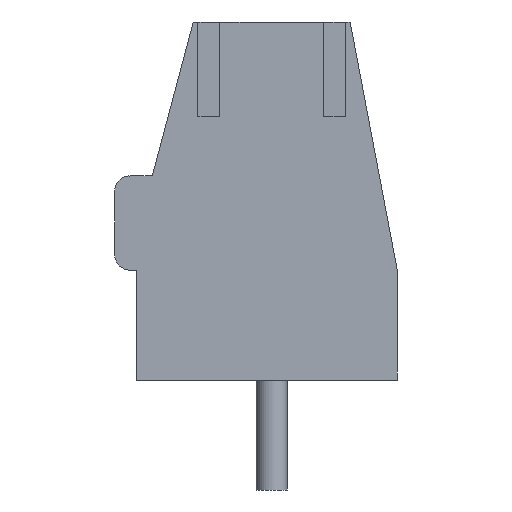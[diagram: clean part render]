
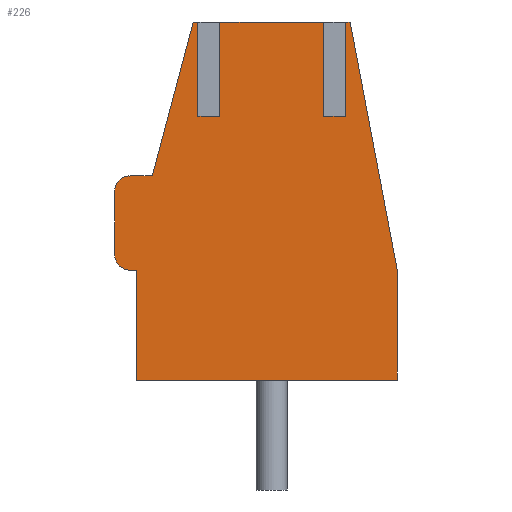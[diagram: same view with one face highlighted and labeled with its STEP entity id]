
A CAD part, front view. The second image highlights one B-rep face of the part: STEP entity #226.
In plain terms, the highlighted planar face has unit normal (0, -1, 0).
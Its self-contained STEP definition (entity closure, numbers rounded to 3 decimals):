
#13=DIRECTION('',(0.,0.,1.));
#14=DIRECTION('',(1.,0.,0.));
#56=VERTEX_POINT('',#57);
#57=CARTESIAN_POINT('',(4.,-5.,0.));
#60=DIRECTION('',(0.,-1.,0.));
#61=ORIENTED_EDGE('',*,*,#62,.T.);
#62=EDGE_CURVE('',#56,#63,#65,.T.);
#63=VERTEX_POINT('',#64);
#64=CARTESIAN_POINT('',(4.,-5.,3.5));
#65=LINE('',#57,#66);
#66=VECTOR('',#13,1.);
#77=DIRECTION('',(-1.,0.,0.));
#86=VECTOR('',#14,1.);
#98=VECTOR('',#77,1.);
#141=VERTEX_POINT('',#142);
#142=CARTESIAN_POINT('',(-4.3,-5.,0.));
#143=ORIENTED_EDGE('',*,*,#144,.T.);
#144=EDGE_CURVE('',#141,#56,#145,.T.);
#145=LINE('',#142,#86);
#153=ORIENTED_EDGE('',*,*,#154,.T.);
#154=EDGE_CURVE('',#63,#155,#157,.T.);
#155=VERTEX_POINT('',#156);
#156=CARTESIAN_POINT('',(2.5,-5.,11.4));
#157=LINE('',#64,#158);
#158=VECTOR('',#159,1.);
#159=DIRECTION('',(-0.187,0.,0.982));
#186=VECTOR('',#187,1.);
#187=DIRECTION('',(-0.256,0.,-0.967));
#205=VECTOR('',#206,1.);
#206=DIRECTION('',(0.,0.,-1.));
#226=ADVANCED_FACE('',(#227),#315,.T.);
#227=FACE_BOUND('',#228,.T.);
#228=EDGE_LOOP('',(#229,#143,#61,#153,#234,#239,#245,#251,#257,#261,#267,#273,#279,#283,#288,#293,#300,#305,#312));
#229=ORIENTED_EDGE('',*,*,#230,.T.);
#230=EDGE_CURVE('',#231,#141,#233,.T.);
#231=VERTEX_POINT('',#232);
#232=CARTESIAN_POINT('',(-4.3,-5.,3.5));
#233=LINE('',#232,#205);
#234=ORIENTED_EDGE('',*,*,#235,.T.);
#235=EDGE_CURVE('',#155,#236,#238,.T.);
#236=VERTEX_POINT('',#237);
#237=CARTESIAN_POINT('',(2.35,-5.,11.4));
#238=LINE('',#156,#98);
#239=ORIENTED_EDGE('',*,*,#240,.F.);
#240=EDGE_CURVE('',#241,#236,#243,.T.);
#241=VERTEX_POINT('',#242);
#242=CARTESIAN_POINT('',(2.35,-5.,8.4));
#243=LINE('',#244,#66);
#244=CARTESIAN_POINT('',(2.35,-5.,6.809));
#245=ORIENTED_EDGE('',*,*,#246,.T.);
#246=EDGE_CURVE('',#241,#247,#249,.T.);
#247=VERTEX_POINT('',#248);
#248=CARTESIAN_POINT('',(1.65,-5.,8.4));
#249=LINE('',#250,#98);
#250=CARTESIAN_POINT('',(0.648,-5.,8.4));
#251=ORIENTED_EDGE('',*,*,#252,.T.);
#252=EDGE_CURVE('',#247,#253,#255,.T.);
#253=VERTEX_POINT('',#254);
#254=CARTESIAN_POINT('',(1.65,-5.,11.4));
#255=LINE('',#256,#66);
#256=CARTESIAN_POINT('',(1.65,-5.,6.809));
#257=ORIENTED_EDGE('',*,*,#258,.T.);
#258=EDGE_CURVE('',#253,#259,#238,.T.);
#259=VERTEX_POINT('',#260);
#260=CARTESIAN_POINT('',(-1.65,-5.,11.4));
#261=ORIENTED_EDGE('',*,*,#262,.F.);
#262=EDGE_CURVE('',#263,#259,#265,.T.);
#263=VERTEX_POINT('',#264);
#264=CARTESIAN_POINT('',(-1.65,-5.,8.4));
#265=LINE('',#266,#66);
#266=CARTESIAN_POINT('',(-1.65,-5.,6.809));
#267=ORIENTED_EDGE('',*,*,#268,.T.);
#268=EDGE_CURVE('',#263,#269,#271,.T.);
#269=VERTEX_POINT('',#270);
#270=CARTESIAN_POINT('',(-2.35,-5.,8.4));
#271=LINE('',#272,#98);
#272=CARTESIAN_POINT('',(-1.352,-5.,8.4));
#273=ORIENTED_EDGE('',*,*,#274,.T.);
#274=EDGE_CURVE('',#269,#275,#277,.T.);
#275=VERTEX_POINT('',#276);
#276=CARTESIAN_POINT('',(-2.35,-5.,11.4));
#277=LINE('',#278,#66);
#278=CARTESIAN_POINT('',(-2.35,-5.,6.809));
#279=ORIENTED_EDGE('',*,*,#280,.T.);
#280=EDGE_CURVE('',#275,#281,#238,.T.);
#281=VERTEX_POINT('',#282);
#282=CARTESIAN_POINT('',(-2.5,-5.,11.4));
#283=ORIENTED_EDGE('',*,*,#284,.T.);
#284=EDGE_CURVE('',#281,#285,#287,.T.);
#285=VERTEX_POINT('',#286);
#286=CARTESIAN_POINT('',(-3.8,-5.,6.5));
#287=LINE('',#282,#186);
#288=ORIENTED_EDGE('',*,*,#289,.T.);
#289=EDGE_CURVE('',#285,#290,#292,.T.);
#290=VERTEX_POINT('',#291);
#291=CARTESIAN_POINT('',(-4.5,-5.,6.5));
#292=LINE('',#286,#98);
#293=ORIENTED_EDGE('',*,*,#294,.T.);
#294=EDGE_CURVE('',#290,#295,#297,.T.);
#295=VERTEX_POINT('',#296);
#296=CARTESIAN_POINT('',(-5.,-5.,6.));
#297=ELLIPSE('',#298,0.5,0.5);
#298=AXIS2_PLACEMENT_3D('',#299,#60,#14);
#299=CARTESIAN_POINT('',(-4.5,-5.,6.));
#300=ORIENTED_EDGE('',*,*,#301,.T.);
#301=EDGE_CURVE('',#295,#302,#304,.T.);
#302=VERTEX_POINT('',#303);
#303=CARTESIAN_POINT('',(-5.,-5.,4.));
#304=LINE('',#296,#205);
#305=ORIENTED_EDGE('',*,*,#306,.T.);
#306=EDGE_CURVE('',#302,#307,#309,.T.);
#307=VERTEX_POINT('',#308);
#308=CARTESIAN_POINT('',(-4.5,-5.,3.5));
#309=ELLIPSE('',#310,0.5,0.5);
#310=AXIS2_PLACEMENT_3D('',#311,#60,#14);
#311=CARTESIAN_POINT('',(-4.5,-5.,4.));
#312=ORIENTED_EDGE('',*,*,#313,.T.);
#313=EDGE_CURVE('',#307,#231,#314,.T.);
#314=LINE('',#308,#86);
#315=PLANE('',#316);
#316=AXIS2_PLACEMENT_3D('',#317,#60,#206);
#317=CARTESIAN_POINT('',(-0.354,-5.,5.217));
